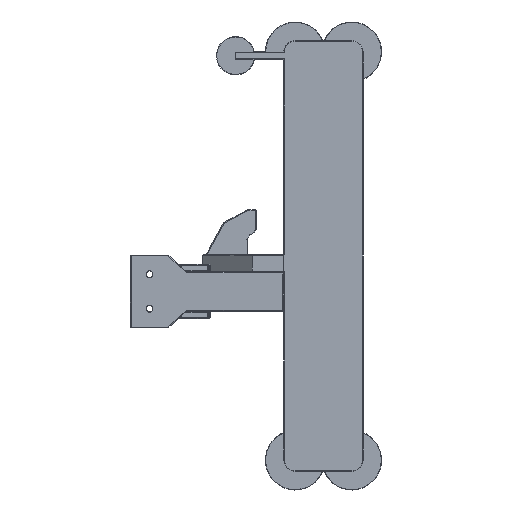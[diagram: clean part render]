
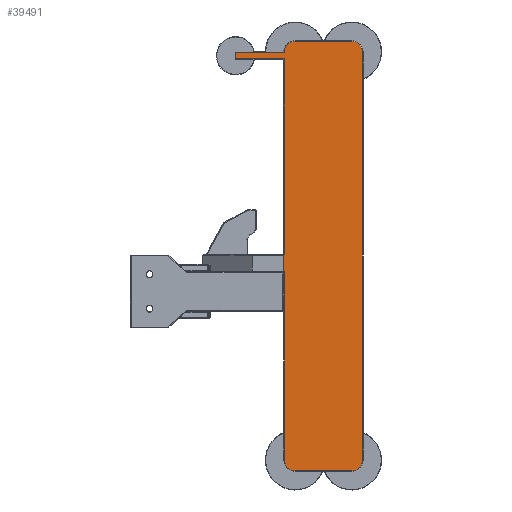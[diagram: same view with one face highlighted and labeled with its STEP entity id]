
A CAD part, front view. The second image highlights one B-rep face of the part: STEP entity #39491.
In plain terms, the highlighted planar face has unit normal (0, -1, 0).
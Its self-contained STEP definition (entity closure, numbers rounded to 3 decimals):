
#731=CIRCLE('',#41857,5.6);
#733=CIRCLE('',#41861,5.6);
#735=CIRCLE('',#41865,5.6);
#737=CIRCLE('',#41869,5.6);
#1403=FACE_OUTER_BOUND('',#3618,.T.);
#3618=EDGE_LOOP('',(#27805,#27806,#27807,#27808,#27809,#27810,#27811,#27812,
#27813,#27814,#27815,#27816,#27817,#27818,#27819));
#6455=LINE('',#56245,#11751);
#6457=LINE('',#56251,#11753);
#6476=LINE('',#56304,#11772);
#6481=LINE('',#56313,#11777);
#6496=LINE('',#56420,#11792);
#6504=LINE('',#56447,#11800);
#6512=LINE('',#56465,#11808);
#6516=LINE('',#56477,#11812);
#6520=LINE('',#56489,#11816);
#6522=LINE('',#56496,#11818);
#6541=LINE('',#56546,#11837);
#11751=VECTOR('',#45616,10.);
#11753=VECTOR('',#45620,10.);
#11772=VECTOR('',#45659,10.);
#11777=VECTOR('',#45666,10.);
#11792=VECTOR('',#45717,10.);
#11800=VECTOR('',#45747,10.);
#11808=VECTOR('',#45767,10.);
#11812=VECTOR('',#45779,10.);
#11816=VECTOR('',#45791,10.);
#11818=VECTOR('',#45801,10.);
#11837=VECTOR('',#45866,10.);
#16737=VERTEX_POINT('',#56241);
#16738=VERTEX_POINT('',#56243);
#16739=VERTEX_POINT('',#56247);
#16741=VERTEX_POINT('',#56250);
#16765=VERTEX_POINT('',#56303);
#16768=VERTEX_POINT('',#56311);
#16795=VERTEX_POINT('',#56442);
#16796=VERTEX_POINT('',#56446);
#16798=VERTEX_POINT('',#56458);
#16800=VERTEX_POINT('',#56463);
#16802=VERTEX_POINT('',#56470);
#16804=VERTEX_POINT('',#56475);
#16806=VERTEX_POINT('',#56482);
#16808=VERTEX_POINT('',#56487);
#16809=VERTEX_POINT('',#56495);
#20859=EDGE_CURVE('',#16738,#16737,#6455,.T.);
#20861=EDGE_CURVE('',#16741,#16739,#6457,.T.);
#20888=EDGE_CURVE('',#16737,#16765,#6476,.T.);
#20893=EDGE_CURVE('',#16768,#16739,#6481,.T.);
#20920=EDGE_CURVE('',#16738,#16741,#6496,.T.);
#20934=EDGE_CURVE('',#16796,#16795,#6504,.T.);
#20942=EDGE_CURVE('',#16798,#16768,#731,.T.);
#20944=EDGE_CURVE('',#16800,#16798,#6512,.T.);
#20948=EDGE_CURVE('',#16802,#16800,#733,.T.);
#20950=EDGE_CURVE('',#16804,#16802,#6516,.T.);
#20954=EDGE_CURVE('',#16806,#16804,#735,.T.);
#20956=EDGE_CURVE('',#16808,#16806,#6520,.T.);
#20959=EDGE_CURVE('',#16795,#16808,#737,.T.);
#20960=EDGE_CURVE('',#16765,#16809,#6522,.T.);
#20985=EDGE_CURVE('',#16809,#16796,#6541,.T.);
#27805=ORIENTED_EDGE('',*,*,#20893,.F.);
#27806=ORIENTED_EDGE('',*,*,#20942,.F.);
#27807=ORIENTED_EDGE('',*,*,#20944,.F.);
#27808=ORIENTED_EDGE('',*,*,#20948,.F.);
#27809=ORIENTED_EDGE('',*,*,#20950,.F.);
#27810=ORIENTED_EDGE('',*,*,#20954,.F.);
#27811=ORIENTED_EDGE('',*,*,#20956,.F.);
#27812=ORIENTED_EDGE('',*,*,#20959,.F.);
#27813=ORIENTED_EDGE('',*,*,#20934,.F.);
#27814=ORIENTED_EDGE('',*,*,#20985,.F.);
#27815=ORIENTED_EDGE('',*,*,#20960,.F.);
#27816=ORIENTED_EDGE('',*,*,#20888,.F.);
#27817=ORIENTED_EDGE('',*,*,#20859,.F.);
#27818=ORIENTED_EDGE('',*,*,#20920,.T.);
#27819=ORIENTED_EDGE('',*,*,#20861,.T.);
#37446=PLANE('',#41893);
#39491=ADVANCED_FACE('',(#1403),#37446,.F.);
#41857=AXIS2_PLACEMENT_3D('',#56460,#45762,#45763);
#41861=AXIS2_PLACEMENT_3D('',#56472,#45774,#45775);
#41865=AXIS2_PLACEMENT_3D('',#56484,#45786,#45787);
#41869=AXIS2_PLACEMENT_3D('',#56493,#45797,#45798);
#41893=AXIS2_PLACEMENT_3D('',#56545,#45864,#45865);
#45616=DIRECTION('',(1.,0.,0.));
#45620=DIRECTION('',(1.,0.,0.));
#45659=DIRECTION('',(0.,0.,1.));
#45666=DIRECTION('',(0.,0.,1.));
#45717=DIRECTION('',(0.,0.,-1.));
#45747=DIRECTION('',(1.,0.,0.));
#45762=DIRECTION('center_axis',(0.,1.,0.));
#45763=DIRECTION('ref_axis',(0.,0.,-1.));
#45767=DIRECTION('',(-1.,0.,0.));
#45774=DIRECTION('center_axis',(0.,1.,0.));
#45775=DIRECTION('ref_axis',(1.,0.,0.));
#45779=DIRECTION('',(0.,0.,-1.));
#45786=DIRECTION('center_axis',(0.,1.,0.));
#45787=DIRECTION('ref_axis',(0.,0.,1.));
#45791=DIRECTION('',(1.,0.,0.));
#45797=DIRECTION('center_axis',(0.,1.,0.));
#45798=DIRECTION('ref_axis',(-1.,0.,0.));
#45801=DIRECTION('',(-1.,0.,0.));
#45864=DIRECTION('center_axis',(0.,1.,0.));
#45865=DIRECTION('ref_axis',(1.,0.,0.));
#45866=DIRECTION('',(0.,0.,1.));
#56241=CARTESIAN_POINT('',(0.4,0.,13.2));
#56243=CARTESIAN_POINT('',(0.,0.,13.2));
#56245=CARTESIAN_POINT('',(0.,0.,13.2));
#56247=CARTESIAN_POINT('',(0.4,0.,4.2));
#56250=CARTESIAN_POINT('',(0.,0.,4.2));
#56251=CARTESIAN_POINT('',(0.,0.,4.2));
#56303=CARTESIAN_POINT('',(0.4,0.,115.4));
#56304=CARTESIAN_POINT('',(0.4,0.,-40.75));
#56311=CARTESIAN_POINT('',(0.4,0.,-94.));
#56313=CARTESIAN_POINT('',(0.4,0.,-40.75));
#56420=CARTESIAN_POINT('',(0.,0.,13.2));
#56442=CARTESIAN_POINT('',(0.414,0.,118.6));
#56446=CARTESIAN_POINT('',(-25.,0.,118.6));
#56447=CARTESIAN_POINT('',(10.375,0.,118.6));
#56458=CARTESIAN_POINT('',(6.,0.,-99.6));
#56460=CARTESIAN_POINT('Origin',(6.,0.,-94.));
#56463=CARTESIAN_POINT('',(35.5,0.,-99.6));
#56465=CARTESIAN_POINT('',(28.125,0.,-99.6));
#56470=CARTESIAN_POINT('',(41.1,0.,-94.));
#56472=CARTESIAN_POINT('Origin',(35.5,0.,-94.));
#56475=CARTESIAN_POINT('',(41.1,0.,119.));
#56477=CARTESIAN_POINT('',(41.1,0.,65.75));
#56482=CARTESIAN_POINT('',(35.5,0.,124.6));
#56484=CARTESIAN_POINT('Origin',(35.5,0.,119.));
#56487=CARTESIAN_POINT('',(6.,0.,124.6));
#56489=CARTESIAN_POINT('',(13.375,0.,124.6));
#56493=CARTESIAN_POINT('Origin',(6.,0.,119.));
#56495=CARTESIAN_POINT('',(-25.,0.,115.4));
#56496=CARTESIAN_POINT('',(10.375,0.,115.4));
#56545=CARTESIAN_POINT('Origin',(20.75,0.,12.5));
#56546=CARTESIAN_POINT('',(-25.,0.,119.));
